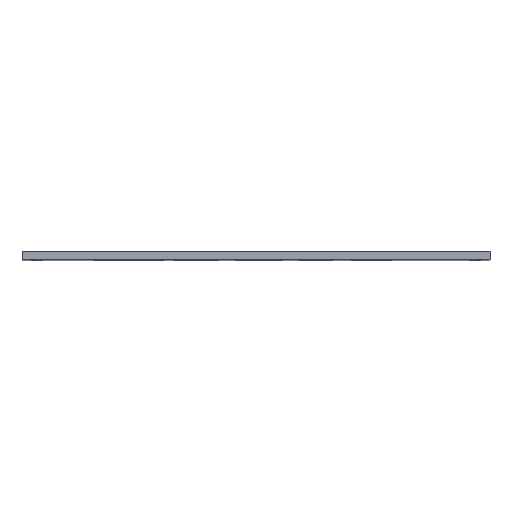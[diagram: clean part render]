
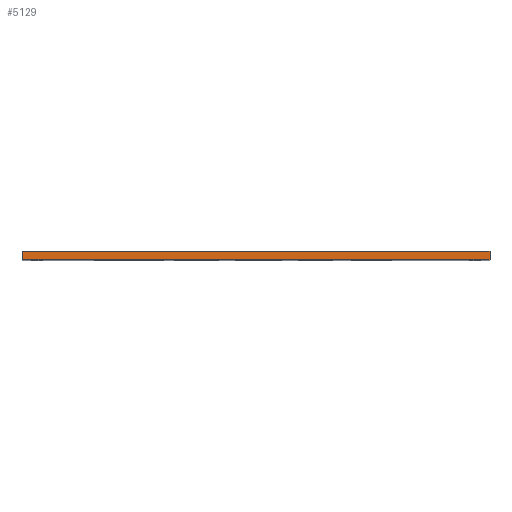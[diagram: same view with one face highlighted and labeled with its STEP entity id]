
A CAD part, top view. The second image highlights one B-rep face of the part: STEP entity #5129.
In plain terms, the highlighted planar face has unit normal (0, 0, 1).
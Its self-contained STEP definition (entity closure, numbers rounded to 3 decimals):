
#489 = DIRECTION ( 'NONE',  ( 0., 1., 0. ) ) ;
#631 = ORIENTED_EDGE ( 'NONE', *, *, #3854, .F. ) ;
#1086 = LINE ( 'NONE', #2319, #4841 ) ;
#1383 = VECTOR ( 'NONE', #4071, 1000. ) ;
#1387 = ORIENTED_EDGE ( 'NONE', *, *, #4426, .T. ) ;
#1443 = ORIENTED_EDGE ( 'NONE', *, *, #2567, .F. ) ;
#1570 = AXIS2_PLACEMENT_3D ( 'NONE', #1911, #1845, #1776 ) ;
#1776 = DIRECTION ( 'NONE',  ( 1., 0., 0. ) ) ;
#1845 = DIRECTION ( 'NONE',  ( 0., 0., 1. ) ) ;
#1911 = CARTESIAN_POINT ( 'NONE',  ( -113.755, -4., 186.978 ) ) ;
#1976 = LINE ( 'NONE', #2598, #3945 ) ;
#1998 = LINE ( 'NONE', #4281, #6812 ) ;
#2319 = CARTESIAN_POINT ( 'NONE',  ( -113.755, 0., 186.978 ) ) ;
#2440 = CARTESIAN_POINT ( 'NONE',  ( 106.245, -4., 186.978 ) ) ;
#2567 = EDGE_CURVE ( 'NONE', #4979, #6801, #2975, .T. ) ;
#2598 = CARTESIAN_POINT ( 'NONE',  ( -113.755, -4., 186.978 ) ) ;
#2975 = LINE ( 'NONE', #5752, #1383 ) ;
#3582 = PLANE ( 'NONE',  #1570 ) ;
#3854 = EDGE_CURVE ( 'NONE', #6801, #4681, #1086, .T. ) ;
#3945 = VECTOR ( 'NONE', #4298, 1000. ) ;
#4071 = DIRECTION ( 'NONE',  ( 0., 1., 0. ) ) ;
#4281 = CARTESIAN_POINT ( 'NONE',  ( 106.245, -4., 186.978 ) ) ;
#4298 = DIRECTION ( 'NONE',  ( 1., 0., 0. ) ) ;
#4426 = EDGE_CURVE ( 'NONE', #4979, #4630, #1976, .T. ) ;
#4582 = CARTESIAN_POINT ( 'NONE',  ( -113.755, 0., 186.978 ) ) ;
#4630 = VERTEX_POINT ( 'NONE', #2440 ) ;
#4681 = VERTEX_POINT ( 'NONE', #5267 ) ;
#4841 = VECTOR ( 'NONE', #6696, 1000. ) ;
#4857 = EDGE_CURVE ( 'NONE', #4630, #4681, #1998, .T. ) ;
#4970 = CARTESIAN_POINT ( 'NONE',  ( -113.755, -4., 186.978 ) ) ;
#4979 = VERTEX_POINT ( 'NONE', #4970 ) ;
#5129 = ADVANCED_FACE ( 'NONE', ( #6811 ), #3582, .T. ) ;
#5267 = CARTESIAN_POINT ( 'NONE',  ( 106.245, 0., 186.978 ) ) ;
#5532 = EDGE_LOOP ( 'NONE', ( #631, #1443, #1387, #6868 ) ) ;
#5752 = CARTESIAN_POINT ( 'NONE',  ( -113.755, -4., 186.978 ) ) ;
#6696 = DIRECTION ( 'NONE',  ( 1., 0., 0. ) ) ;
#6801 = VERTEX_POINT ( 'NONE', #4582 ) ;
#6811 = FACE_OUTER_BOUND ( 'NONE', #5532, .T. ) ;
#6812 = VECTOR ( 'NONE', #489, 1000. ) ;
#6868 = ORIENTED_EDGE ( 'NONE', *, *, #4857, .T. ) ;
